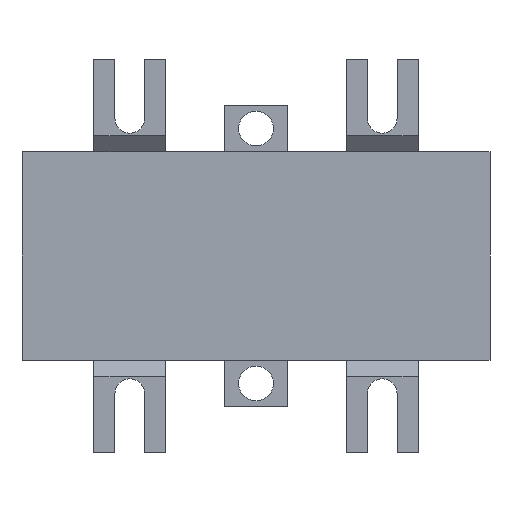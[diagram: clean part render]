
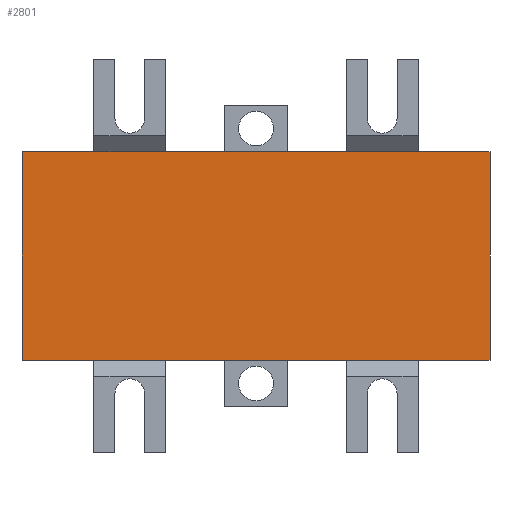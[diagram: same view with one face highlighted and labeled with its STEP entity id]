
A CAD part, front view. The second image highlights one B-rep face of the part: STEP entity #2801.
In plain terms, the highlighted planar face has unit normal (0, -1, 0).
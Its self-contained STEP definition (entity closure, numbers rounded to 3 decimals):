
#209=FACE_OUTER_BOUND('',#375,.T.);
#375=EDGE_LOOP('',(#2496,#2497,#2498,#2499));
#508=LINE('',#3954,#872);
#620=LINE('',#4212,#984);
#726=LINE('',#4423,#1090);
#727=LINE('',#4426,#1091);
#872=VECTOR('',#3219,10.);
#984=VECTOR('',#3421,10.);
#1090=VECTOR('',#3621,10.);
#1091=VECTOR('',#3626,10.);
#1203=VERTEX_POINT('',#3951);
#1204=VERTEX_POINT('',#3953);
#1304=VERTEX_POINT('',#4209);
#1305=VERTEX_POINT('',#4211);
#1505=EDGE_CURVE('',#1203,#1204,#508,.T.);
#1628=EDGE_CURVE('',#1304,#1305,#620,.T.);
#1738=EDGE_CURVE('',#1305,#1203,#726,.T.);
#1739=EDGE_CURVE('',#1304,#1204,#727,.T.);
#2496=ORIENTED_EDGE('',*,*,#1628,.F.);
#2497=ORIENTED_EDGE('',*,*,#1739,.T.);
#2498=ORIENTED_EDGE('',*,*,#1505,.F.);
#2499=ORIENTED_EDGE('',*,*,#1738,.F.);
#2658=PLANE('',#2970);
#2801=ADVANCED_FACE('',(#209),#2658,.T.);
#2970=AXIS2_PLACEMENT_3D('',#4440,#3647,#3648);
#3219=DIRECTION('',(1.,0.,0.));
#3421=DIRECTION('',(-1.,0.,0.));
#3621=DIRECTION('',(0.,0.,1.));
#3626=DIRECTION('',(0.,0.,1.));
#3647=DIRECTION('center_axis',(0.,-1.,0.));
#3648=DIRECTION('ref_axis',(-1.,0.,0.));
#3951=CARTESIAN_POINT('',(-50.5,0.,45.));
#3953=CARTESIAN_POINT('',(50.5,0.,45.));
#3954=CARTESIAN_POINT('',(50.5,0.,45.));
#4209=CARTESIAN_POINT('',(50.5,0.,0.));
#4211=CARTESIAN_POINT('',(-50.5,0.,0.));
#4212=CARTESIAN_POINT('',(50.5,0.,0.));
#4423=CARTESIAN_POINT('',(-50.5,0.,22.5));
#4426=CARTESIAN_POINT('',(50.5,0.,22.5));
#4440=CARTESIAN_POINT('Origin',(50.5,0.,22.5));
